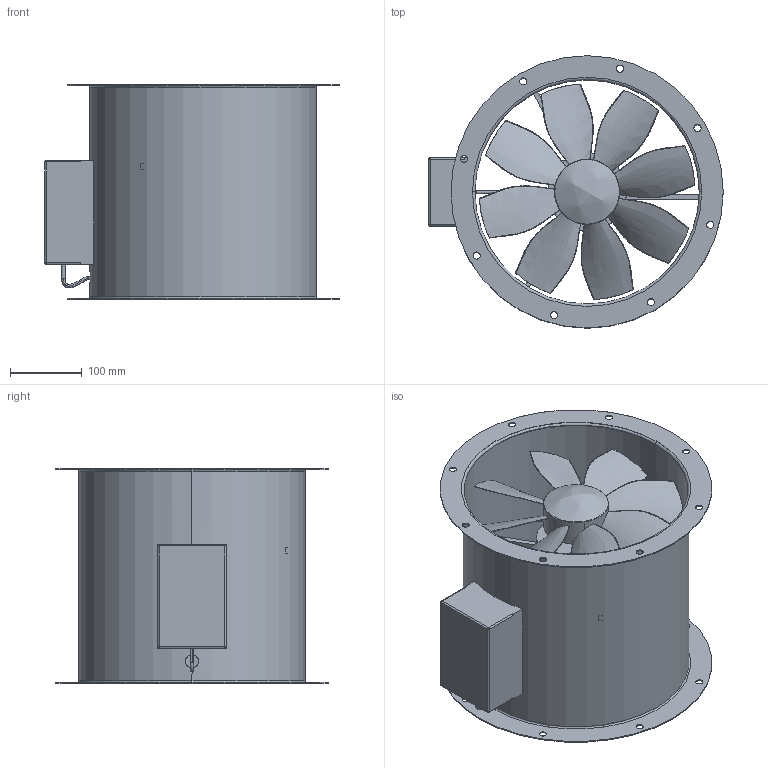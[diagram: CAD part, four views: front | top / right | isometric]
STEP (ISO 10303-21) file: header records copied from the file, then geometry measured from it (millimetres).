
FILE_DESCRIPTION (( 'STEP AP214' ), '1' );
FILE_NAME ('DZR 30 .STEP', '2024-05-14T12:25:47', ( '' ), ( '' ), 'SwSTEP 2.0', 'SolidWorks 2021', '' );
FILE_SCHEMA (( 'AUTOMOTIVE_DESIGN' ));
Length unit declared in the file: millimetre
Products named in the file (1): DZR 30 
Bounding box: 411 x 380 x 300 mm (x, y, z)
Volume: 3217356 mm3; surface area: 1007868.2 mm2
Topology: 1 solids, 1 shells, 175 faces, 532 edges, 368 vertices
Faces by surface type: cylinder 73, bspline 55, plane 34, torus 8, sphere 5
Entity records: 58215 total; most frequent: CARTESIAN_POINT 51869, ORIENTED_EDGE 1056, DIRECTION 710, EDGE_CURVE 528, VERTEX_POINT 368, AXIS2_PLACEMENT_3D 292, B_SPLINE_CURVE_WITH_KNOTS 231, EDGE_LOOP 228
